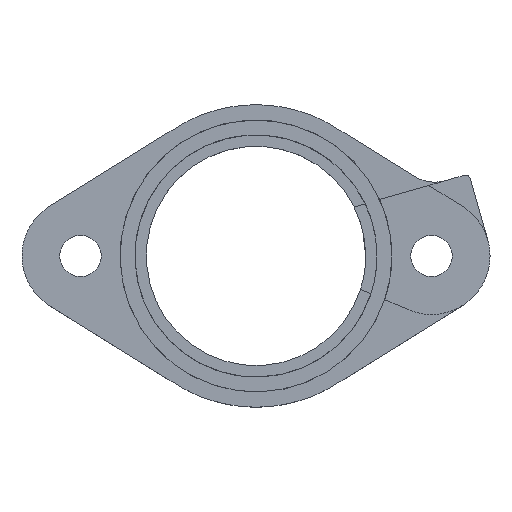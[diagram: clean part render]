
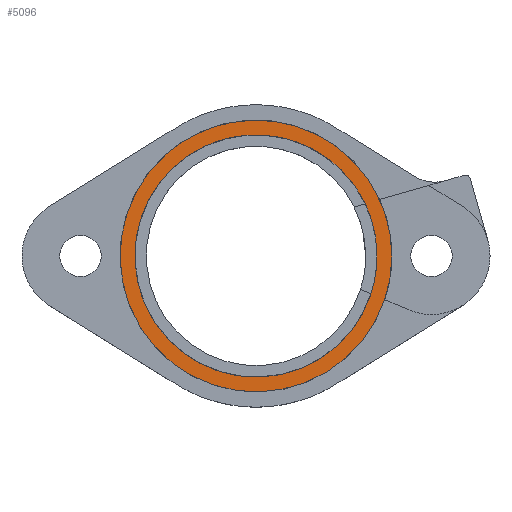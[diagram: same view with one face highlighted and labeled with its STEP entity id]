
A CAD part, top view. The second image highlights one B-rep face of the part: STEP entity #5096.
In plain terms, the highlighted planar face has unit normal (0, 0, 1).
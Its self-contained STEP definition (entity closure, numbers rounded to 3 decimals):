
#4961 = VERTEX_POINT('',#4962);
#4962 = CARTESIAN_POINT('',(27.889,0.,6.019));
#4968 = EDGE_CURVE('',#4961,#4961,#4969,.T.);
#4969 = CIRCLE('',#4970,27.889);
#4970 = AXIS2_PLACEMENT_3D('',#4971,#4972,#4973);
#4971 = CARTESIAN_POINT('',(0.,0.,6.019
    ));
#4972 = DIRECTION('',(0.,0.,-1.));
#4973 = DIRECTION('',(1.,0.,0.));
#5096 = ADVANCED_FACE('',(#5097,#5100),#5111,.F.);
#5097 = FACE_BOUND('',#5098,.F.);
#5098 = EDGE_LOOP('',(#5099));
#5099 = ORIENTED_EDGE('',*,*,#4968,.T.);
#5100 = FACE_BOUND('',#5101,.F.);
#5101 = EDGE_LOOP('',(#5102));
#5102 = ORIENTED_EDGE('',*,*,#5103,.F.);
#5103 = EDGE_CURVE('',#5104,#5104,#5106,.T.);
#5104 = VERTEX_POINT('',#5105);
#5105 = CARTESIAN_POINT('',(24.816,0.,6.019));
#5106 = CIRCLE('',#5107,24.816);
#5107 = AXIS2_PLACEMENT_3D('',#5108,#5109,#5110);
#5108 = CARTESIAN_POINT('',(0.,0.,6.019
    ));
#5109 = DIRECTION('',(0.,0.,-1.));
#5110 = DIRECTION('',(1.,0.,0.));
#5111 = PLANE('',#5112);
#5112 = AXIS2_PLACEMENT_3D('',#5113,#5114,#5115);
#5113 = CARTESIAN_POINT('',(0.,0.,6.019
    ));
#5114 = DIRECTION('',(0.,0.,-1.));
#5115 = DIRECTION('',(1.,0.,0.));
